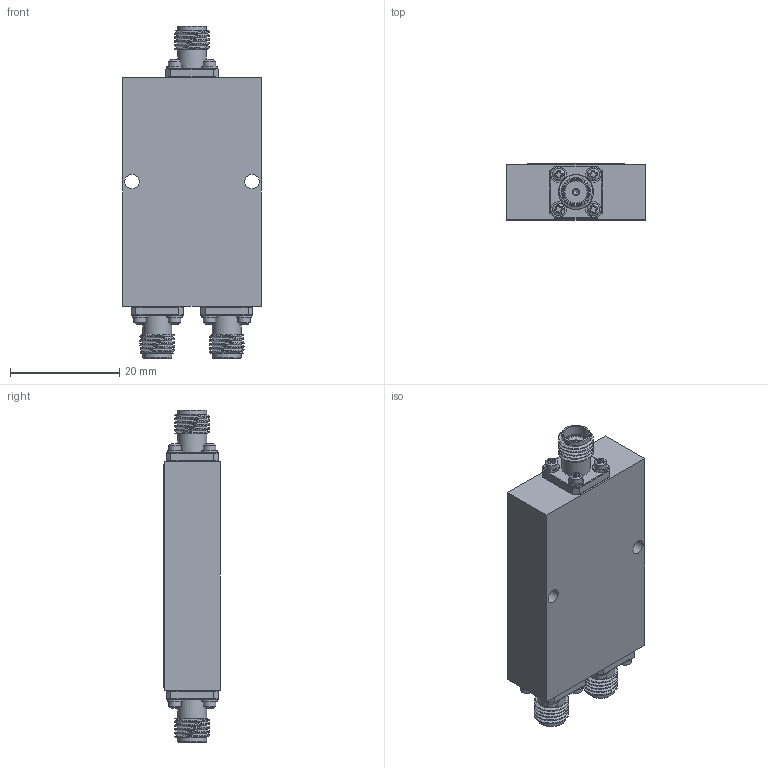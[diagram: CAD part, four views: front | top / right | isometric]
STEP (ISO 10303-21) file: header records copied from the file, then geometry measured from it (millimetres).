
FILE_DESCRIPTION (( 'STEP AP214' ), '1' );
FILE_NAME ('APD-2-2G18G-GC.STEP', '2026-01-27T18:04:10', ( '' ), ( '' ), 'SwSTEP 2.0', 'SolidWorks 2025', '' );
FILE_SCHEMA (( 'AUTOMOTIVE_DESIGN' ));
Length unit declared in the file: inch
Products named in the file (1): APD-2-2G18G-GC
Bounding box: 25.4 x 10.26 x 60.81 mm (x, y, z)
Volume: 11783.8 mm3; surface area: 7300.8 mm2
Topology: 44 solids, 44 shells, 832 faces, 2836 edges, 2291 vertices
Faces by surface type: plane 529, cylinder 150, torus 69, cone 66, sphere 12, bspline 6
Full cylindrical faces by diameter (mm): 0.305 x3, 0.381 x3, 0.635 x3, 1.016 x3, 1.27 x3, 1.575 x12, 1.702 x12, 2.286 x12, 2.642 x2, 3.302 x3, 4.191 x6, 4.597 x3, 5.283 x6
Entity records: 48924 total; most frequent: CARTESIAN_POINT 14100, ORIENTED_EDGE 5314, DIRECTION 4425, EDGE_CURVE 2657, VERTEX_POINT 2270, AXIS2_PLACEMENT_3D 1515, LINE 1395, VECTOR 1395
